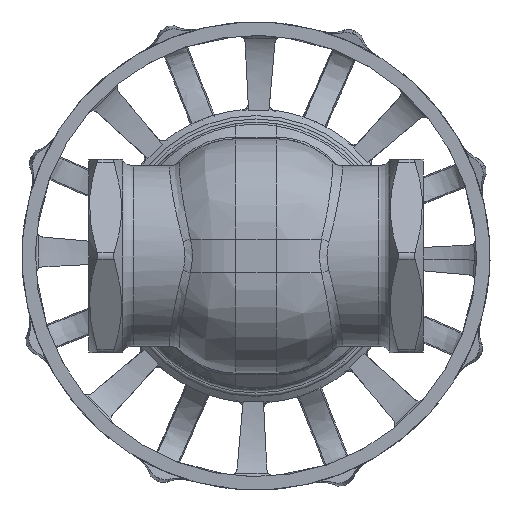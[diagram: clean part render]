
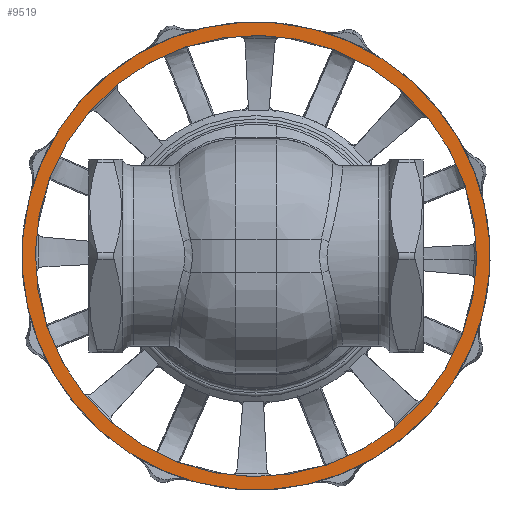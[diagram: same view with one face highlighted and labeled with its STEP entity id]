
A CAD part, front view. The second image highlights one B-rep face of the part: STEP entity #9519.
In plain terms, the highlighted planar face has unit normal (0, -1, 0).
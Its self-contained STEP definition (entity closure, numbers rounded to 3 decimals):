
#214=FACE_BOUND('',#2295,.T.);
#1176=PLANE('',#10290);
#1769=FACE_OUTER_BOUND('',#2294,.T.);
#2294=EDGE_LOOP('',(#8368,#8369,#8370,#8371,#8372,#8373,#8374,#8375));
#2295=EDGE_LOOP('',(#8376));
#3240=CIRCLE('',#10090,33.);
#3294=CIRCLE('',#10259,35.);
#3295=CIRCLE('',#10261,35.);
#3296=CIRCLE('',#10263,35.);
#3297=CIRCLE('',#10265,35.);
#3298=CIRCLE('',#10267,35.);
#3299=CIRCLE('',#10269,35.);
#3300=CIRCLE('',#10271,35.);
#3306=CIRCLE('',#10291,35.);
#3919=VERTEX_POINT('',#17875);
#4177=VERTEX_POINT('',#24556);
#4178=VERTEX_POINT('',#24644);
#4179=VERTEX_POINT('',#24732);
#4180=VERTEX_POINT('',#24820);
#4181=VERTEX_POINT('',#24908);
#4182=VERTEX_POINT('',#24992);
#4183=VERTEX_POINT('',#25080);
#4185=VERTEX_POINT('',#25181);
#5104=EDGE_CURVE('',#3919,#3919,#3240,.T.);
#5567=EDGE_CURVE('',#4185,#4183,#3294,.T.);
#5568=EDGE_CURVE('',#4183,#4182,#3295,.T.);
#5569=EDGE_CURVE('',#4182,#4181,#3296,.T.);
#5570=EDGE_CURVE('',#4181,#4180,#3297,.T.);
#5571=EDGE_CURVE('',#4180,#4179,#3298,.T.);
#5572=EDGE_CURVE('',#4179,#4178,#3299,.T.);
#5573=EDGE_CURVE('',#4178,#4177,#3300,.T.);
#5601=EDGE_CURVE('',#4177,#4185,#3306,.T.);
#8368=ORIENTED_EDGE('',*,*,#5567,.F.);
#8369=ORIENTED_EDGE('',*,*,#5601,.F.);
#8370=ORIENTED_EDGE('',*,*,#5573,.F.);
#8371=ORIENTED_EDGE('',*,*,#5572,.F.);
#8372=ORIENTED_EDGE('',*,*,#5571,.F.);
#8373=ORIENTED_EDGE('',*,*,#5570,.F.);
#8374=ORIENTED_EDGE('',*,*,#5569,.F.);
#8375=ORIENTED_EDGE('',*,*,#5568,.F.);
#8376=ORIENTED_EDGE('',*,*,#5104,.T.);
#9519=ADVANCED_FACE('',(#1769,#214),#1176,.T.);
#10090=AXIS2_PLACEMENT_3D('',#17877,#11499,#11500);
#10259=AXIS2_PLACEMENT_3D('',#25183,#11884,#11885);
#10261=AXIS2_PLACEMENT_3D('',#25185,#11888,#11889);
#10263=AXIS2_PLACEMENT_3D('',#25187,#11892,#11893);
#10265=AXIS2_PLACEMENT_3D('',#25189,#11896,#11897);
#10267=AXIS2_PLACEMENT_3D('',#25191,#11900,#11901);
#10269=AXIS2_PLACEMENT_3D('',#25193,#11904,#11905);
#10271=AXIS2_PLACEMENT_3D('',#25195,#11908,#11909);
#10290=AXIS2_PLACEMENT_3D('',#25490,#11949,#11950);
#10291=AXIS2_PLACEMENT_3D('',#25491,#11951,#11952);
#11499=DIRECTION('center_axis',(0.,1.,0.));
#11500=DIRECTION('ref_axis',(1.,0.,0.));
#11884=DIRECTION('center_axis',(0.,1.,0.));
#11885=DIRECTION('ref_axis',(1.,0.,0.));
#11888=DIRECTION('center_axis',(0.,1.,0.));
#11889=DIRECTION('ref_axis',(1.,0.,0.));
#11892=DIRECTION('center_axis',(0.,1.,0.));
#11893=DIRECTION('ref_axis',(1.,0.,0.));
#11896=DIRECTION('center_axis',(0.,1.,0.));
#11897=DIRECTION('ref_axis',(1.,0.,0.));
#11900=DIRECTION('center_axis',(0.,1.,0.));
#11901=DIRECTION('ref_axis',(1.,0.,0.));
#11904=DIRECTION('center_axis',(0.,1.,0.));
#11905=DIRECTION('ref_axis',(1.,0.,0.));
#11908=DIRECTION('center_axis',(0.,1.,0.));
#11909=DIRECTION('ref_axis',(1.,0.,0.));
#11949=DIRECTION('center_axis',(0.,-1.,0.));
#11950=DIRECTION('ref_axis',(0.,0.,-1.));
#11951=DIRECTION('center_axis',(0.,1.,0.));
#11952=DIRECTION('ref_axis',(1.,0.,0.));
#17875=CARTESIAN_POINT('',(0.,6.,-33.));
#17877=CARTESIAN_POINT('Origin',(0.,6.,0.));
#24556=CARTESIAN_POINT('',(13.394,6.,-32.336));
#24644=CARTESIAN_POINT('',(32.336,6.,-13.394));
#24732=CARTESIAN_POINT('',(32.336,6.,13.394));
#24820=CARTESIAN_POINT('',(13.394,6.,32.336));
#24908=CARTESIAN_POINT('',(-13.394,6.,32.336));
#24992=CARTESIAN_POINT('',(-32.336,6.,13.394));
#25080=CARTESIAN_POINT('',(-32.336,6.,-13.394));
#25181=CARTESIAN_POINT('',(-13.394,6.,-32.336));
#25183=CARTESIAN_POINT('Origin',(0.,6.,0.));
#25185=CARTESIAN_POINT('Origin',(0.,6.,0.));
#25187=CARTESIAN_POINT('Origin',(0.,6.,0.));
#25189=CARTESIAN_POINT('Origin',(0.,6.,0.));
#25191=CARTESIAN_POINT('Origin',(0.,6.,0.));
#25193=CARTESIAN_POINT('Origin',(0.,6.,0.));
#25195=CARTESIAN_POINT('Origin',(0.,6.,0.));
#25490=CARTESIAN_POINT('Origin',(0.,6.,35.));
#25491=CARTESIAN_POINT('Origin',(0.,6.,0.));
